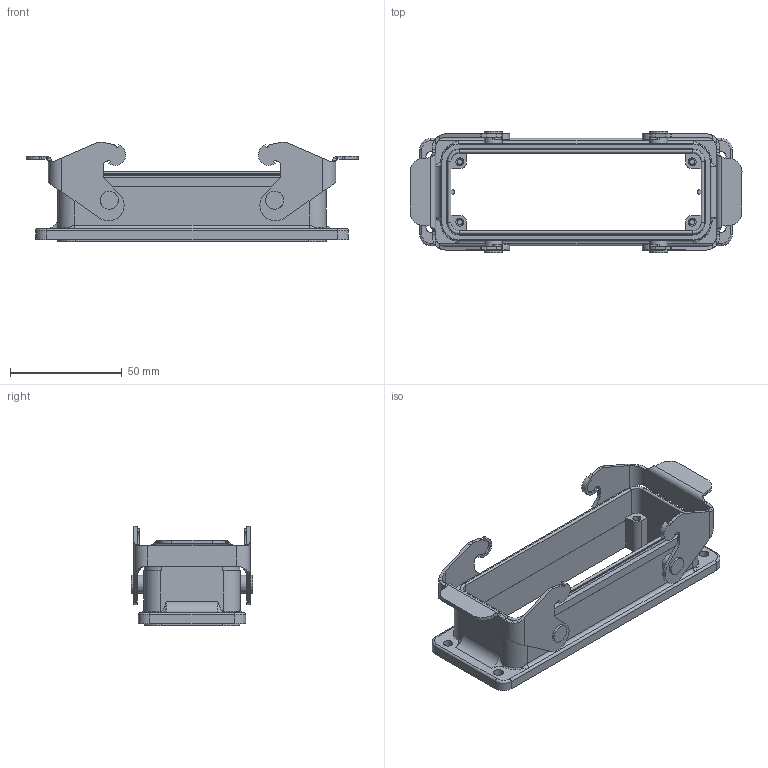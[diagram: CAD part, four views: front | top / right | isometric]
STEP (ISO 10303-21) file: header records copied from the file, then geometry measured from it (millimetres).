
FILE_DESCRIPTION(/* description */ (''),/* implementation_level */ '2;1');
FILE_NAME(/* name */ 'c146 11f024 902 8nxc001-05.stp',/* time_stamp */ '2019-09-09T08:26:01+02:00',/* author */ (''),/* organization */ (''),/* preprocessor_version */ 'ST-DEVELOPER v16.7',/* originating_system */ 'SIEMENS PLM Software NX 12.0',/* authorisation */ '');
FILE_SCHEMA (('AUTOMOTIVE_DESIGN { 1 0 10303 214 3 1 1 1 }'));
Length unit declared in the file: millimetre
Products named in the file (1): c146 11f024 902 8nxc001-05
Bounding box: 148.6 x 54.4 x 44.69 mm (x, y, z)
Volume: 53785.8 mm3; surface area: 35157.5 mm2
Topology: 1 solids, 1 shells, 324 faces, 828 edges, 522 vertices
Faces by surface type: plane 144, cylinder 122, bspline 50, torus 8
Full cylindrical faces by diameter (mm): 2.5 x4, 3.5 x4, 4.3 x4, 8 x8
Entity records: 11987 total; most frequent: CARTESIAN_POINT 3853, ORIENTED_EDGE 1596, DIRECTION 1374, EDGE_CURVE 798, VERTEX_POINT 516, AXIS2_PLACEMENT_3D 503, EDGE_LOOP 378, LINE 368
